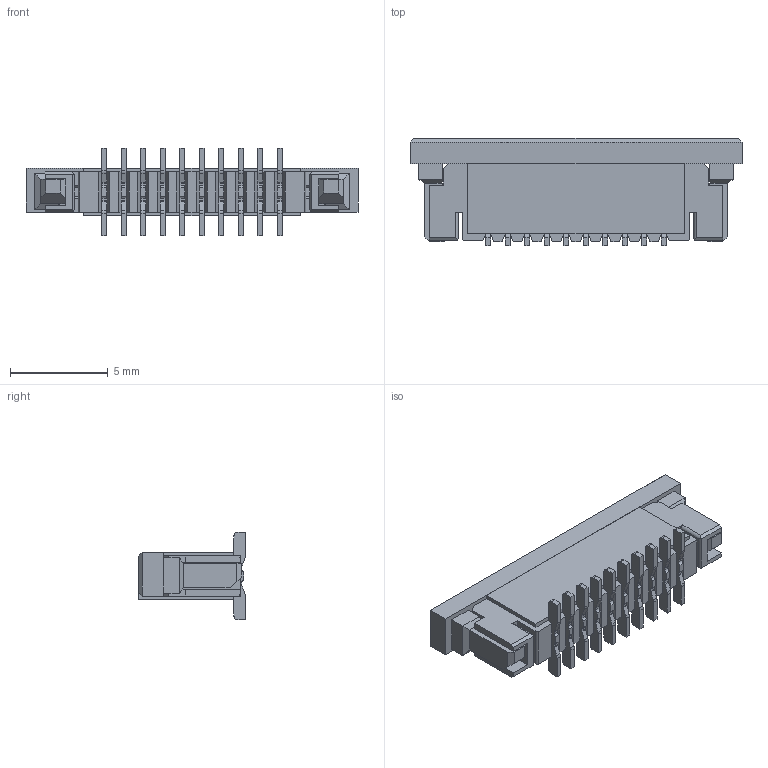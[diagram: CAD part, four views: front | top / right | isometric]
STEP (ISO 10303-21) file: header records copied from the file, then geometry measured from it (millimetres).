
FILE_DESCRIPTION(/* description */ ('STEP AP214'),/* implementation_level */ '2;1');
FILE_NAME(/* name */ 'FFC3A20-10-G',/* time_stamp */ '2023-10-10T11:22:57+02:00',/* author */ ('License CC BY-ND 4.0'),/* organization */ ('CADENAS'),/* preprocessor_version */ 'ST-DEVELOPER v19.3',/* originating_system */ 'PARTsolutions',/* authorisation */ ' ');
FILE_SCHEMA (('AUTOMOTIVE_DESIGN {1 0 10303 214 3 1 1}'));
Length unit declared in the file: millimetre
Products named in the file (4): FFC3A20-10-G; FFC3A20-10-G_P; FFC3A20-10-G_H2; FFC3A20-10-G_H1
Assembly tree (12 placements, depth 2):
  FFC3A20-10-G
    FFC3A20-10-G_P  x10
    FFC3A20-10-G_H2
    FFC3A20-10-G_H1
Bounding box: 17 x 5.5 x 4.5 mm (x, y, z)
Volume: 158.7 mm3; surface area: 748.6 mm2
Topology: 12 solids, 12 shells, 830 faces, 2394 edges, 1570 vertices
Faces by surface type: plane 602, cylinder 228
Entity records: 11209 total; most frequent: CARTESIAN_POINT 1993, ORIENTED_EDGE 1980, DIRECTION 1760, EDGE_CURVE 990, LINE 926, VECTOR 926, VERTEX_POINT 634, AXIS2_PLACEMENT_3D 417
